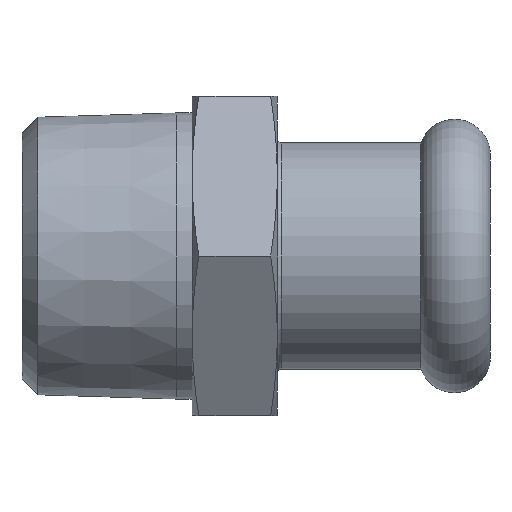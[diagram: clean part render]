
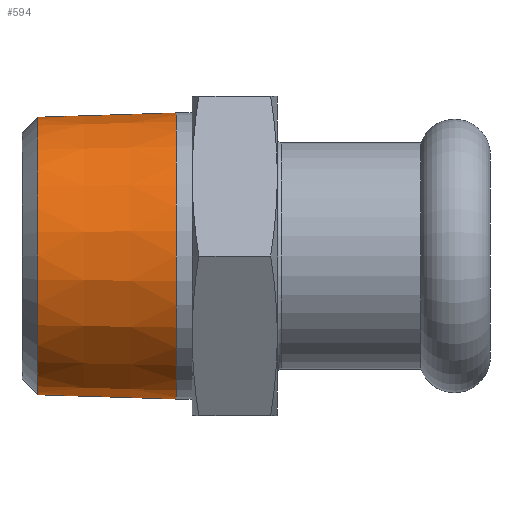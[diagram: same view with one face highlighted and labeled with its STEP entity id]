
A CAD part, left-side view. The second image highlights one B-rep face of the part: STEP entity #594.
In plain terms, the highlighted conical face has half-angle 1.78 degrees and reference radius 13.225 mm.
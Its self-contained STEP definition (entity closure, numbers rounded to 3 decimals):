
#34=CONICAL_SURFACE('',#686,13.225,0.031);
#80=LINE('',#1099,#96);
#96=VECTOR('',#854,13.225);
#134=FACE_OUTER_BOUND('',#173,.T.);
#173=EDGE_LOOP('',(#498,#499,#500,#501,#502,#503));
#218=CIRCLE('',#684,13.046);
#219=CIRCLE('',#685,13.046);
#220=CIRCLE('',#687,13.45);
#221=CIRCLE('',#688,13.45);
#278=VERTEX_POINT('',#1089);
#279=VERTEX_POINT('',#1090);
#280=VERTEX_POINT('',#1095);
#281=VERTEX_POINT('',#1096);
#359=EDGE_CURVE('',#278,#279,#218,.T.);
#360=EDGE_CURVE('',#279,#278,#219,.T.);
#362=EDGE_CURVE('',#280,#281,#220,.T.);
#363=EDGE_CURVE('',#281,#280,#221,.T.);
#364=EDGE_CURVE('',#281,#279,#80,.T.);
#498=ORIENTED_EDGE('',*,*,#362,.F.);
#499=ORIENTED_EDGE('',*,*,#363,.F.);
#500=ORIENTED_EDGE('',*,*,#364,.T.);
#501=ORIENTED_EDGE('',*,*,#359,.F.);
#502=ORIENTED_EDGE('',*,*,#360,.F.);
#503=ORIENTED_EDGE('',*,*,#364,.F.);
#594=ADVANCED_FACE('',(#134),#34,.T.);
#684=AXIS2_PLACEMENT_3D('',#1091,#843,#844);
#685=AXIS2_PLACEMENT_3D('',#1092,#845,#846);
#686=AXIS2_PLACEMENT_3D('',#1094,#848,#849);
#687=AXIS2_PLACEMENT_3D('',#1097,#850,#851);
#688=AXIS2_PLACEMENT_3D('',#1098,#852,#853);
#843=DIRECTION('center_axis',(0.,1.,0.));
#844=DIRECTION('ref_axis',(0.,0.,1.));
#845=DIRECTION('center_axis',(0.,1.,0.));
#846=DIRECTION('ref_axis',(0.,0.,1.));
#848=DIRECTION('center_axis',(0.,-1.,0.));
#849=DIRECTION('ref_axis',(0.,0.,-1.));
#850=DIRECTION('center_axis',(0.,-1.,0.));
#851=DIRECTION('ref_axis',(1.,0.,0.));
#852=DIRECTION('center_axis',(0.,-1.,0.));
#853=DIRECTION('ref_axis',(1.,0.,0.));
#854=DIRECTION('',(0.,1.,-0.031));
#1089=CARTESIAN_POINT('',(0.,42.501,-13.046));
#1090=CARTESIAN_POINT('',(0.,42.501,13.046));
#1091=CARTESIAN_POINT('Origin',(0.,42.501,
0.));
#1092=CARTESIAN_POINT('Origin',(0.,42.501,
0.));
#1094=CARTESIAN_POINT('Origin',(0.,36.75,0.));
#1095=CARTESIAN_POINT('',(0.,29.5,-13.45));
#1096=CARTESIAN_POINT('',(0.,29.5,13.45));
#1097=CARTESIAN_POINT('Origin',(0.,29.5,0.));
#1098=CARTESIAN_POINT('Origin',(0.,29.5,0.));
#1099=CARTESIAN_POINT('',(0.,36.75,13.225));
